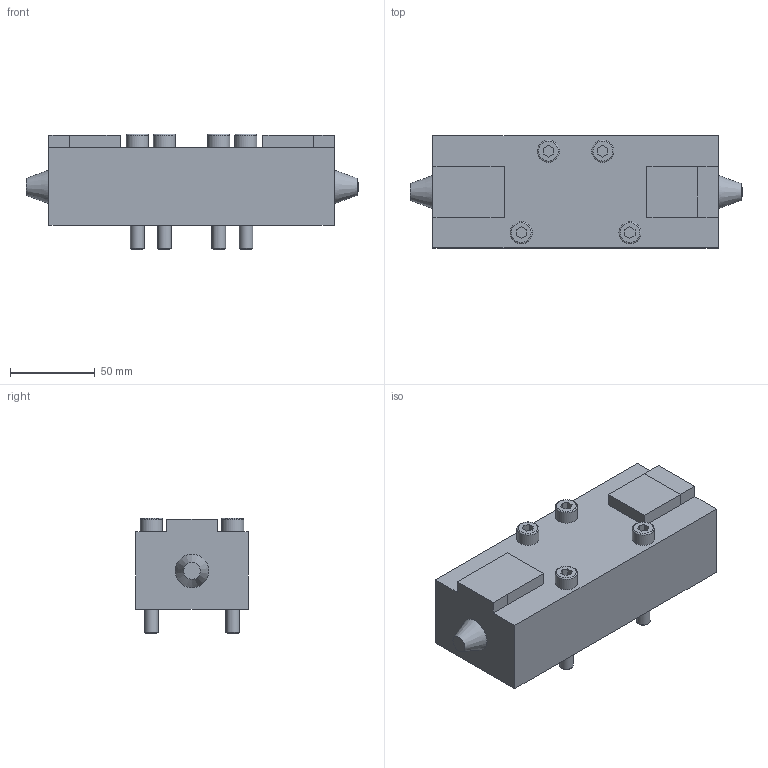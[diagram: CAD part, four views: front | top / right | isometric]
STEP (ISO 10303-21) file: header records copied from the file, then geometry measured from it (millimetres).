
FILE_DESCRIPTION(/* description */ ('Unknown'),/* implementation_level */ '2;1');
FILE_NAME(/* name */ '1013.52.1.9',/* time_stamp */ '2018-04-06T09:36:46-04:00',/* author */ ('Unknown'),/* organization */ ('Unknown'),/* preprocessor_version */ 'ST-DEVELOPER v16.7',/* originating_system */ 'DEX',/* authorisation */ $);
FILE_SCHEMA (('AUTOMOTIVE_DESIGN {1 0 10303 214 3 1 1}'));
Length unit declared in the file: millimetre
Products named in the file (2): 1013.52.1.9; 1013_52_3_9
Assembly tree (1 placements, depth 2):
  1013.52.1.9
    1013_52_3_9
Bounding box: 195.5 x 66 x 68 mm (x, y, z)
Volume: 534490.1 mm3; surface area: 49901.2 mm2
Topology: 2 solids, 2 shells, 87 faces, 198 edges, 129 vertices
Faces by surface type: plane 61, cylinder 11, cone 10, torus 5
Full cylindrical faces by diameter (mm): 3 x1, 6 x2, 8 x4, 13 x4
Entity records: 2921 total; most frequent: DIRECTION 385, CARTESIAN_POINT 385, ORIENTED_EDGE 338, EDGE_CURVE 169, LINE 131, VECTOR 131, FACE_BOUND 130, EDGE_LOOP 129
